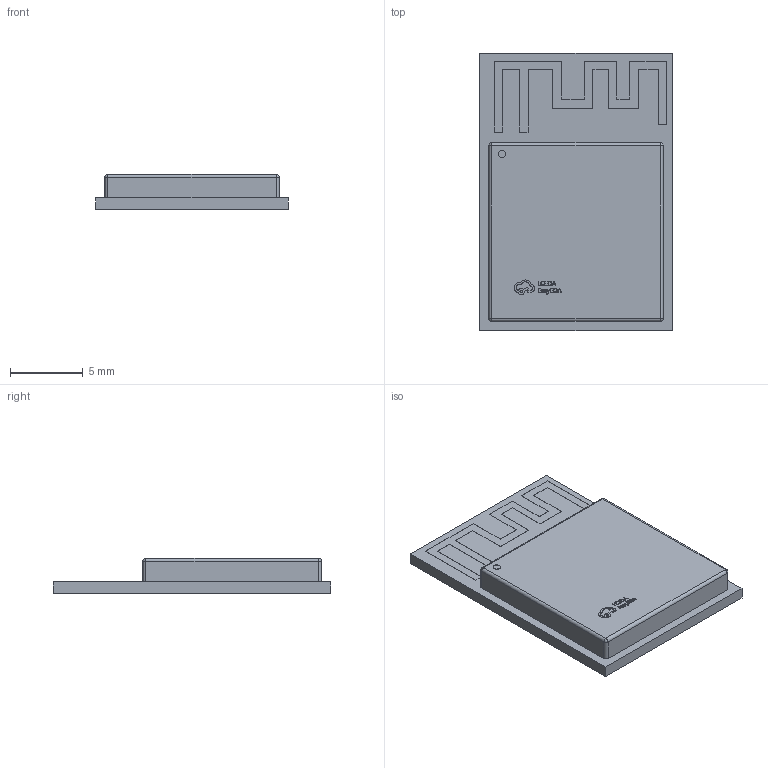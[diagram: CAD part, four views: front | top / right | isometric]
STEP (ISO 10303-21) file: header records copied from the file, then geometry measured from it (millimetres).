
FILE_DESCRIPTION (( 'STEP AP214' ), '1' );
FILE_NAME ('WIFI-SMD_ESP32-MINI-1.step', '2022-07-15T04:50:48', ( '' ), ( '' ), 'SwSTEP 2.0', 'SolidWorks 2020', '' );
FILE_SCHEMA (( 'AUTOMOTIVE_DESIGN' ));
Length unit declared in the file: millimetre
Products named in the file (1): WIFI-SMD_ESP32-MINI-1
Bounding box: 13.2 x 19 x 2.41 mm (x, y, z)
Volume: 434.8 mm3; surface area: 630.3 mm2
Topology: 14 solids, 14 shells, 661 faces, 1672 edges, 1108 vertices
Faces by surface type: plane 535, bspline 112, cylinder 10, sphere 4
Entity records: 27537 total; most frequent: CARTESIAN_POINT 5542, ORIENTED_EDGE 3336, DIRECTION 2560, EDGE_CURVE 1668, VECTOR 1420, LINE 1420, VERTEX_POINT 1108, EDGE_LOOP 746
